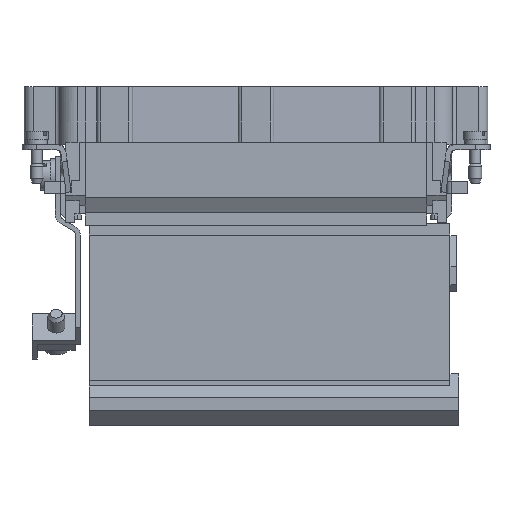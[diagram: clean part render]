
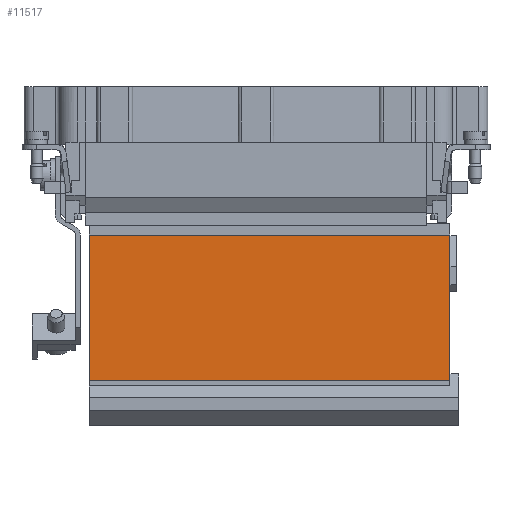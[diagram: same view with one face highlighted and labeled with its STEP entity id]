
A CAD part, front view. The second image highlights one B-rep face of the part: STEP entity #11517.
In plain terms, the highlighted planar face has unit normal (0, -1, 0).
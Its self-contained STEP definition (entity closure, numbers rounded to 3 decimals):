
#9127=PLANE('',#38339);
#10204=FACE_OUTER_BOUND('',#13855,.T.);
#11517=ADVANCED_FACE('',(#10204),#9127,.T.);
#13855=EDGE_LOOP('',(#16927,#16928,#16929,#16930));
#16927=ORIENTED_EDGE('',*,*,#26036,.F.);
#16928=ORIENTED_EDGE('',*,*,#26037,.F.);
#16929=ORIENTED_EDGE('',*,*,#26038,.F.);
#16930=ORIENTED_EDGE('',*,*,#26039,.T.);
#23339=VERTEX_POINT('',#49947);
#23340=VERTEX_POINT('',#49948);
#23341=VERTEX_POINT('',#49950);
#23342=VERTEX_POINT('',#49952);
#26036=EDGE_CURVE('',#23339,#23340,#31075,.T.);
#26037=EDGE_CURVE('',#23341,#23339,#31076,.T.);
#26038=EDGE_CURVE('',#23342,#23341,#31077,.T.);
#26039=EDGE_CURVE('',#23342,#23340,#31078,.T.);
#31075=LINE('',#49946,#33946);
#31076=LINE('',#49949,#33947);
#31077=LINE('',#49951,#33948);
#31078=LINE('',#49953,#33949);
#33946=VECTOR('',#41934,1.);
#33947=VECTOR('',#41935,1.);
#33948=VECTOR('',#41936,1.);
#33949=VECTOR('',#41937,1.);
#38339=AXIS2_PLACEMENT_3D('',#49954,#41938,#41939);
#41934=DIRECTION('',(0.,0.,1.));
#41935=DIRECTION('',(-1.,0.,0.));
#41936=DIRECTION('',(0.,0.,-1.));
#41937=DIRECTION('',(-1.,0.,0.));
#41938=DIRECTION('',(0.,-1.,0.));
#41939=DIRECTION('',(0.,0.,-1.));
#49946=CARTESIAN_POINT('',(-39.6,-16.9,-52.453));
#49947=CARTESIAN_POINT('',(-39.6,-16.9,-54.769));
#49948=CARTESIAN_POINT('',(-39.6,-16.9,-20.269));
#49949=CARTESIAN_POINT('',(46.,-16.9,-54.769));
#49950=CARTESIAN_POINT('',(46.,-16.9,-54.769));
#49951=CARTESIAN_POINT('',(46.,-16.9,-20.769));
#49952=CARTESIAN_POINT('',(46.,-16.9,-20.269));
#49953=CARTESIAN_POINT('',(40.45,-16.9,-20.269));
#49954=CARTESIAN_POINT('',(40.45,-16.9,-52.453));
